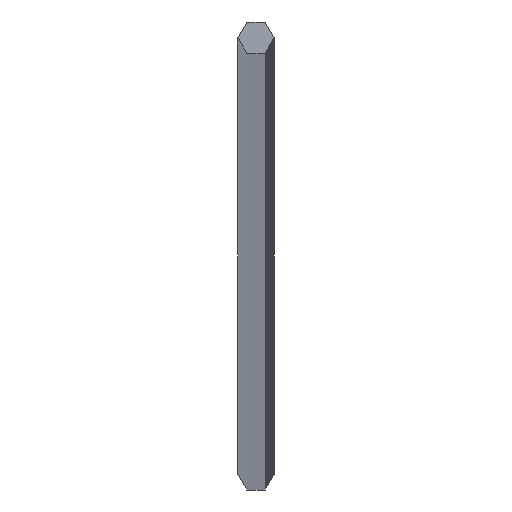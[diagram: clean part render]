
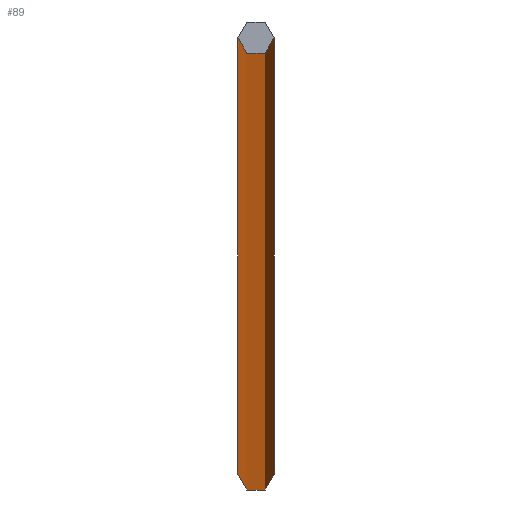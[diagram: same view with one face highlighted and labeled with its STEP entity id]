
A CAD part, top view. The second image highlights one B-rep face of the part: STEP entity #89.
In plain terms, the highlighted cylindrical face has radius 4 mm (diameter 8 mm), a partial arc.
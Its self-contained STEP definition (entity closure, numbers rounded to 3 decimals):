
#12 = DIRECTION ( 'NONE',  ( 0., 0., -1. ) ) ;
#24 = VERTEX_POINT ( 'NONE', #181 ) ;
#35 = DIRECTION ( 'NONE',  ( 1., 0., 0. ) ) ;
#38 = DIRECTION ( 'NONE',  ( 0., 0., -1. ) ) ;
#39 = LINE ( 'NONE', #95, #180 ) ;
#41 = AXIS2_PLACEMENT_3D ( 'NONE', #170, #93, #35 ) ;
#43 = CARTESIAN_POINT ( 'NONE',  ( 4., 0., 55500. ) ) ;
#46 = CIRCLE ( 'NONE', #41, 4. ) ;
#48 = CARTESIAN_POINT ( 'NONE',  ( -4., 0., 0. ) ) ;
#56 = CARTESIAN_POINT ( 'NONE',  ( 0., 0., 55500. ) ) ;
#64 = ORIENTED_EDGE ( 'NONE', *, *, #120, .T. ) ;
#82 = CARTESIAN_POINT ( 'NONE',  ( 0., 0., 0. ) ) ;
#85 = CYLINDRICAL_SURFACE ( 'NONE', #102, 4. ) ;
#89 = ADVANCED_FACE ( 'NONE', ( #154 ), #85, .T. ) ;
#90 = ORIENTED_EDGE ( 'NONE', *, *, #146, .T. ) ;
#93 = DIRECTION ( 'NONE',  ( 0., 0., 1. ) ) ;
#94 = VECTOR ( 'NONE', #157, 1000. ) ;
#95 = CARTESIAN_POINT ( 'NONE',  ( -4., 0., 55500. ) ) ;
#97 = CIRCLE ( 'NONE', #98, 4. ) ;
#98 = AXIS2_PLACEMENT_3D ( 'NONE', #82, #142, #125 ) ;
#102 = AXIS2_PLACEMENT_3D ( 'NONE', #56, #38, #119 ) ;
#115 = EDGE_CURVE ( 'NONE', #186, #143, #46, .T. ) ;
#117 = ORIENTED_EDGE ( 'NONE', *, *, #115, .F. ) ;
#119 = DIRECTION ( 'NONE',  ( -1., 0., 0. ) ) ;
#120 = EDGE_CURVE ( 'NONE', #186, #175, #39, .T. ) ;
#125 = DIRECTION ( 'NONE',  ( 1., 0., 0. ) ) ;
#126 = CARTESIAN_POINT ( 'NONE',  ( 4., 0., 55500. ) ) ;
#129 = ORIENTED_EDGE ( 'NONE', *, *, #197, .F. ) ;
#139 = EDGE_LOOP ( 'NONE', ( #129, #117, #64, #90 ) ) ;
#142 = DIRECTION ( 'NONE',  ( 0., 0., 1. ) ) ;
#143 = VERTEX_POINT ( 'NONE', #43 ) ;
#146 = EDGE_CURVE ( 'NONE', #175, #24, #97, .T. ) ;
#153 = CARTESIAN_POINT ( 'NONE',  ( -4., 0., 55500. ) ) ;
#154 = FACE_OUTER_BOUND ( 'NONE', #139, .T. ) ;
#157 = DIRECTION ( 'NONE',  ( 0., 0., -1. ) ) ;
#170 = CARTESIAN_POINT ( 'NONE',  ( 0., 0., 55500. ) ) ;
#175 = VERTEX_POINT ( 'NONE', #48 ) ;
#177 = LINE ( 'NONE', #126, #94 ) ;
#180 = VECTOR ( 'NONE', #12, 1000. ) ;
#181 = CARTESIAN_POINT ( 'NONE',  ( 4., 0., 0. ) ) ;
#186 = VERTEX_POINT ( 'NONE', #153 ) ;
#197 = EDGE_CURVE ( 'NONE', #143, #24, #177, .T. ) ;
